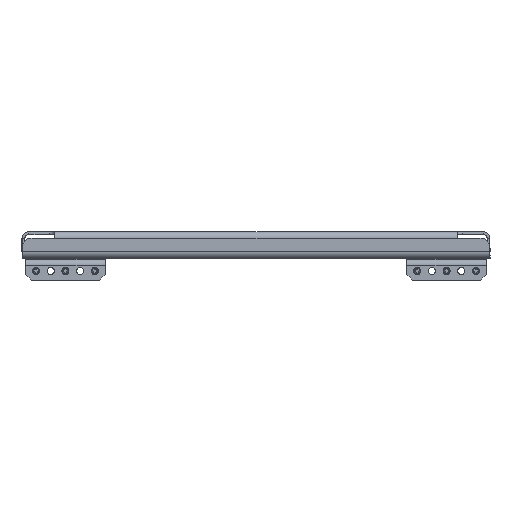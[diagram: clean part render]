
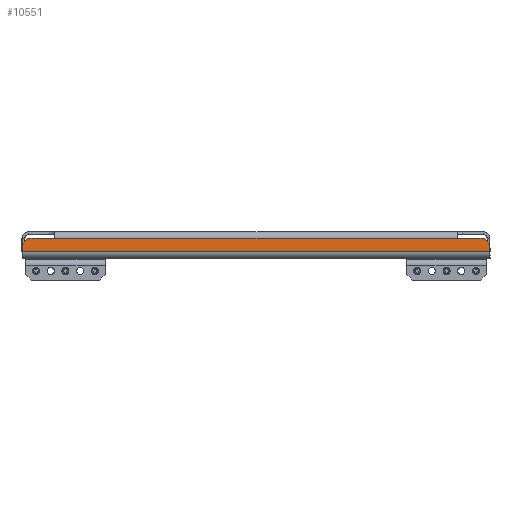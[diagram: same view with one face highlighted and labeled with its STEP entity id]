
A CAD part, left-side view. The second image highlights one B-rep face of the part: STEP entity #10551.
In plain terms, the highlighted planar face has unit normal (-1, 0, 0).
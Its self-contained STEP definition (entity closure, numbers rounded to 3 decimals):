
#225 = LINE ( 'NONE', #5450, #13212 ) ;
#473 = DIRECTION ( 'NONE',  ( 0., 0.707, 0.707 ) ) ;
#523 = VERTEX_POINT ( 'NONE', #6142 ) ;
#645 = CARTESIAN_POINT ( 'NONE',  ( -349.5, 0., 0. ) ) ;
#798 = EDGE_CURVE ( 'NONE', #5412, #3750, #225, .T. ) ;
#1243 = VERTEX_POINT ( 'NONE', #11139 ) ;
#1599 = ORIENTED_EDGE ( 'NONE', *, *, #8214, .T. ) ;
#2218 = AXIS2_PLACEMENT_3D ( 'NONE', #645, #3709, #12948 ) ;
#2701 = DIRECTION ( 'NONE',  ( 0., 0., -1. ) ) ;
#2840 = VECTOR ( 'NONE', #11472, 1000. ) ;
#3283 = CARTESIAN_POINT ( 'NONE',  ( -349.5, -199.5, 0. ) ) ;
#3301 = DIRECTION ( 'NONE',  ( 0., -1., 0. ) ) ;
#3311 = LINE ( 'NONE', #3283, #7663 ) ;
#3369 = VECTOR ( 'NONE', #2701, 1000. ) ;
#3388 = CARTESIAN_POINT ( 'NONE',  ( -349.5, -199.5, -3.3 ) ) ;
#3709 = DIRECTION ( 'NONE',  ( 1., 0., 0. ) ) ;
#3750 = VERTEX_POINT ( 'NONE', #6016 ) ;
#3945 = ORIENTED_EDGE ( 'NONE', *, *, #4001, .T. ) ;
#4001 = EDGE_CURVE ( 'NONE', #13027, #8938, #12196, .T. ) ;
#4178 = EDGE_CURVE ( 'NONE', #523, #11974, #8030, .T. ) ;
#4474 = VECTOR ( 'NONE', #10611, 1000. ) ;
#4594 = DIRECTION ( 'NONE',  ( 0., 0.707, -0.707 ) ) ;
#4638 = CARTESIAN_POINT ( 'NONE',  ( -349.5, 194.5, -3.3 ) ) ;
#5412 = VERTEX_POINT ( 'NONE', #10800 ) ;
#5450 = CARTESIAN_POINT ( 'NONE',  ( -349.5, -199.5, -8.3 ) ) ;
#6016 = CARTESIAN_POINT ( 'NONE',  ( -349.5, -194.5, -3.3 ) ) ;
#6142 = CARTESIAN_POINT ( 'NONE',  ( -349.5, 194.5, -3.3 ) ) ;
#6267 = ORIENTED_EDGE ( 'NONE', *, *, #798, .T. ) ;
#6474 = CARTESIAN_POINT ( 'NONE',  ( -349.5, 199.5, -14.7 ) ) ;
#6578 = LINE ( 'NONE', #3388, #10372 ) ;
#6593 = DIRECTION ( 'NONE',  ( 0., 1., 0. ) ) ;
#6767 = ORIENTED_EDGE ( 'NONE', *, *, #10963, .F. ) ;
#7088 = VECTOR ( 'NONE', #6593, 1000. ) ;
#7209 = VERTEX_POINT ( 'NONE', #10126 ) ;
#7496 = CARTESIAN_POINT ( 'NONE',  ( -349.5, -199.5, -3.3 ) ) ;
#7601 = CARTESIAN_POINT ( 'NONE',  ( -349.5, 171.5, -3.3 ) ) ;
#7663 = VECTOR ( 'NONE', #12527, 1000. ) ;
#8030 = LINE ( 'NONE', #4638, #8678 ) ;
#8214 = EDGE_CURVE ( 'NONE', #7209, #1243, #9485, .T. ) ;
#8345 = EDGE_CURVE ( 'NONE', #11974, #13027, #10761, .T. ) ;
#8531 = ORIENTED_EDGE ( 'NONE', *, *, #4178, .T. ) ;
#8678 = VECTOR ( 'NONE', #4594, 1000. ) ;
#8727 = ORIENTED_EDGE ( 'NONE', *, *, #11606, .T. ) ;
#8838 = CARTESIAN_POINT ( 'NONE',  ( -349.5, 199.5, -14.7 ) ) ;
#8938 = VERTEX_POINT ( 'NONE', #11703 ) ;
#8985 = CARTESIAN_POINT ( 'NONE',  ( -349.5, 199.5, -8.3 ) ) ;
#9467 = PLANE ( 'NONE',  #2218 ) ;
#9485 = LINE ( 'NONE', #7601, #7088 ) ;
#10126 = CARTESIAN_POINT ( 'NONE',  ( -349.5, -171.5, -3.3 ) ) ;
#10372 = VECTOR ( 'NONE', #3301, 1000. ) ;
#10418 = EDGE_CURVE ( 'NONE', #7209, #3750, #10856, .T. ) ;
#10551 = ADVANCED_FACE ( 'NONE', ( #12943 ), #9467, .F. ) ;
#10611 = DIRECTION ( 'NONE',  ( 0., -1., 0. ) ) ;
#10761 = LINE ( 'NONE', #11941, #3369 ) ;
#10800 = CARTESIAN_POINT ( 'NONE',  ( -349.5, -199.5, -8.3 ) ) ;
#10856 = LINE ( 'NONE', #7496, #2840 ) ;
#10963 = EDGE_CURVE ( 'NONE', #523, #1243, #6578, .T. ) ;
#11139 = CARTESIAN_POINT ( 'NONE',  ( -349.5, 171.5, -3.3 ) ) ;
#11472 = DIRECTION ( 'NONE',  ( 0., -1., 0. ) ) ;
#11606 = EDGE_CURVE ( 'NONE', #8938, #5412, #3311, .T. ) ;
#11689 = EDGE_LOOP ( 'NONE', ( #8727, #6267, #11923, #1599, #6767, #8531, #12036, #3945 ) ) ;
#11703 = CARTESIAN_POINT ( 'NONE',  ( -349.5, -199.5, -14.7 ) ) ;
#11923 = ORIENTED_EDGE ( 'NONE', *, *, #10418, .F. ) ;
#11941 = CARTESIAN_POINT ( 'NONE',  ( -349.5, 199.5, 0. ) ) ;
#11974 = VERTEX_POINT ( 'NONE', #8985 ) ;
#12036 = ORIENTED_EDGE ( 'NONE', *, *, #8345, .T. ) ;
#12196 = LINE ( 'NONE', #6474, #4474 ) ;
#12527 = DIRECTION ( 'NONE',  ( 0., 0., 1. ) ) ;
#12943 = FACE_OUTER_BOUND ( 'NONE', #11689, .T. ) ;
#12948 = DIRECTION ( 'NONE',  ( 0., 0., -1. ) ) ;
#13027 = VERTEX_POINT ( 'NONE', #8838 ) ;
#13212 = VECTOR ( 'NONE', #473, 1000. ) ;
